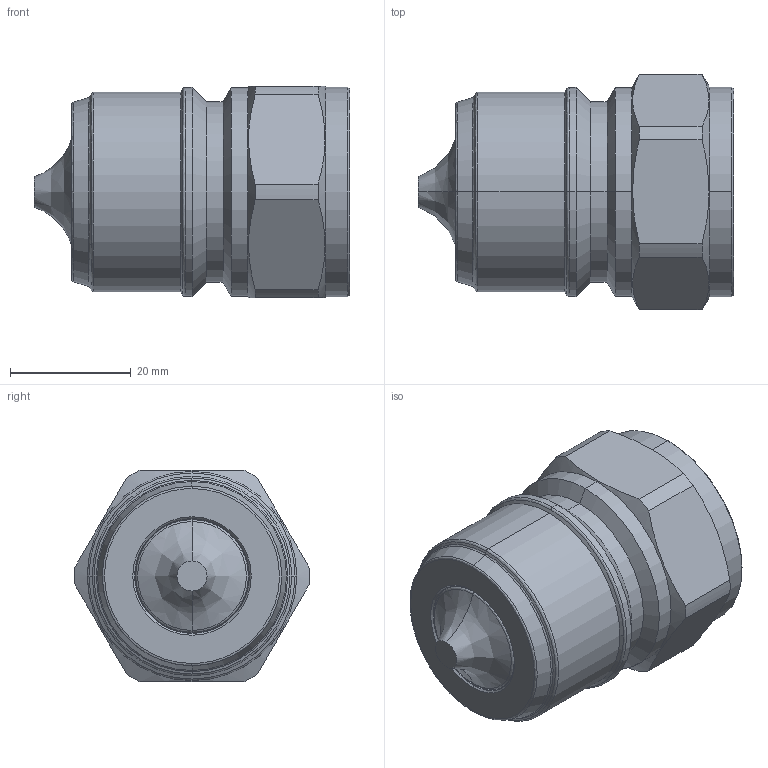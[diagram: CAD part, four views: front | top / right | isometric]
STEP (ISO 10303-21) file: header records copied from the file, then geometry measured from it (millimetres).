
FILE_DESCRIPTION (( 'STEP AP214' ), '1' );
FILE_NAME ('7520 RV.STEP', '2015-09-03T14:55:29', ( 'admin' ), ( 'Microsoft' ), 'SwSTEP 2.0', 'SolidWorks 2009', '' );
FILE_SCHEMA (( 'AUTOMOTIVE_DESIGN' ));
Length unit declared in the file: millimetre
Products named in the file (1): 7520 RV
Bounding box: 52.2 x 38.99 x 35 mm (x, y, z)
Volume: 33203.6 mm3; surface area: 8550.6 mm2
Topology: 1 solids, 1 shells, 66 faces, 148 edges, 86 vertices
Faces by surface type: cone 24, cylinder 20, bspline 12, plane 10
Entity records: 2134 total; most frequent: CARTESIAN_POINT 615, DIRECTION 320, ORIENTED_EDGE 296, EDGE_CURVE 148, AXIS2_PLACEMENT_3D 135, VERTEX_POINT 86, CIRCLE 80, EDGE_LOOP 68
